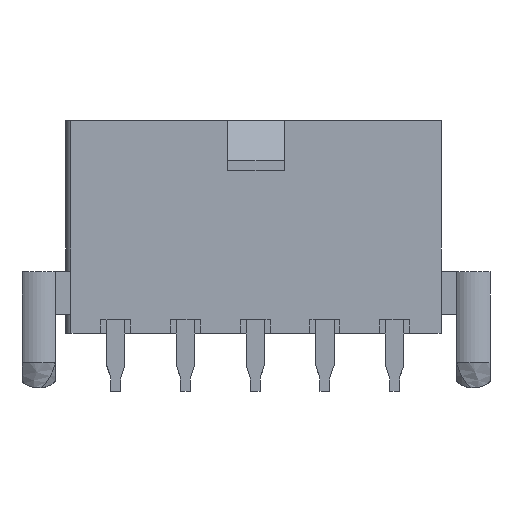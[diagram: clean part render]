
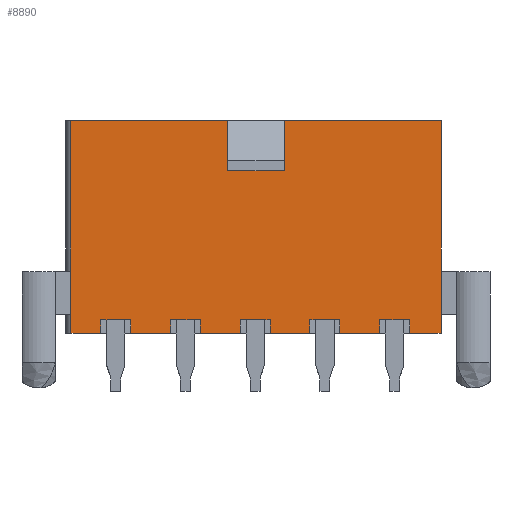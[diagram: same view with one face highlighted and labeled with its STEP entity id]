
A CAD part, front view. The second image highlights one B-rep face of the part: STEP entity #8890.
In plain terms, the highlighted planar face has unit normal (0, -1, 0).
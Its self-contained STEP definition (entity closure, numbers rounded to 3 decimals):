
#788=ORIENTED_EDGE('',*,*,#3201,.F.);
#789=ORIENTED_EDGE('',*,*,#3395,.T.);
#790=ORIENTED_EDGE('',*,*,#3380,.T.);
#791=ORIENTED_EDGE('',*,*,#3396,.T.);
#792=ORIENTED_EDGE('',*,*,#3194,.F.);
#793=ORIENTED_EDGE('',*,*,#3076,.T.);
#794=ORIENTED_EDGE('',*,*,#3287,.T.);
#795=ORIENTED_EDGE('',*,*,#3397,.F.);
#796=ORIENTED_EDGE('',*,*,#3398,.F.);
#797=ORIENTED_EDGE('',*,*,#3399,.T.);
#798=ORIENTED_EDGE('',*,*,#3285,.T.);
#799=ORIENTED_EDGE('',*,*,#3124,.F.);
#800=ORIENTED_EDGE('',*,*,#3156,.F.);
#801=ORIENTED_EDGE('',*,*,#3400,.T.);
#802=ORIENTED_EDGE('',*,*,#3401,.T.);
#803=ORIENTED_EDGE('',*,*,#3402,.T.);
#804=ORIENTED_EDGE('',*,*,#3225,.F.);
#805=ORIENTED_EDGE('',*,*,#3403,.T.);
#806=ORIENTED_EDGE('',*,*,#3404,.T.);
#807=ORIENTED_EDGE('',*,*,#3405,.T.);
#808=ORIENTED_EDGE('',*,*,#3217,.F.);
#809=ORIENTED_EDGE('',*,*,#3406,.T.);
#810=ORIENTED_EDGE('',*,*,#3407,.T.);
#811=ORIENTED_EDGE('',*,*,#3408,.T.);
#812=ORIENTED_EDGE('',*,*,#3209,.F.);
#813=ORIENTED_EDGE('',*,*,#3409,.T.);
#814=ORIENTED_EDGE('',*,*,#3410,.T.);
#815=ORIENTED_EDGE('',*,*,#3411,.T.);
#3076=EDGE_CURVE('',#4396,#4397,#5245,.T.);
#3124=EDGE_CURVE('',#4440,#4441,#5280,.T.);
#3156=EDGE_CURVE('',#4472,#4440,#5312,.T.);
#3194=EDGE_CURVE('',#4396,#4505,#5349,.T.);
#3201=EDGE_CURVE('',#4510,#4511,#5356,.T.);
#3209=EDGE_CURVE('',#4518,#4519,#5364,.T.);
#3217=EDGE_CURVE('',#4526,#4527,#5372,.T.);
#3225=EDGE_CURVE('',#4534,#4535,#5380,.T.);
#3285=EDGE_CURVE('',#4581,#4441,#5440,.T.);
#3287=EDGE_CURVE('',#4397,#4582,#5442,.T.);
#3380=EDGE_CURVE('',#4662,#4661,#5534,.T.);
#3395=EDGE_CURVE('',#4510,#4662,#5549,.T.);
#3396=EDGE_CURVE('',#4661,#4505,#5550,.T.);
#3397=EDGE_CURVE('',#4676,#4582,#5551,.T.);
#3398=EDGE_CURVE('',#4677,#4676,#5552,.T.);
#3399=EDGE_CURVE('',#4677,#4581,#5553,.T.);
#3400=EDGE_CURVE('',#4472,#4678,#5554,.T.);
#3401=EDGE_CURVE('',#4678,#4679,#5555,.T.);
#3402=EDGE_CURVE('',#4679,#4535,#5556,.T.);
#3403=EDGE_CURVE('',#4534,#4680,#5557,.T.);
#3404=EDGE_CURVE('',#4680,#4681,#5558,.T.);
#3405=EDGE_CURVE('',#4681,#4527,#5559,.T.);
#3406=EDGE_CURVE('',#4526,#4682,#5560,.T.);
#3407=EDGE_CURVE('',#4682,#4683,#5561,.T.);
#3408=EDGE_CURVE('',#4683,#4519,#5562,.T.);
#3409=EDGE_CURVE('',#4518,#4684,#5563,.T.);
#3410=EDGE_CURVE('',#4684,#4685,#5564,.T.);
#3411=EDGE_CURVE('',#4685,#4511,#5565,.T.);
#4396=VERTEX_POINT('',#12537);
#4397=VERTEX_POINT('',#12538);
#4440=VERTEX_POINT('',#12634);
#4441=VERTEX_POINT('',#12636);
#4472=VERTEX_POINT('',#12703);
#4505=VERTEX_POINT('',#12774);
#4510=VERTEX_POINT('',#12785);
#4511=VERTEX_POINT('',#12787);
#4518=VERTEX_POINT('',#12801);
#4519=VERTEX_POINT('',#12803);
#4526=VERTEX_POINT('',#12817);
#4527=VERTEX_POINT('',#12819);
#4534=VERTEX_POINT('',#12833);
#4535=VERTEX_POINT('',#12835);
#4581=VERTEX_POINT('',#12945);
#4582=VERTEX_POINT('',#12947);
#4661=VERTEX_POINT('',#13129);
#4662=VERTEX_POINT('',#13131);
#4676=VERTEX_POINT('',#13164);
#4677=VERTEX_POINT('',#13166);
#4678=VERTEX_POINT('',#13169);
#4679=VERTEX_POINT('',#13171);
#4680=VERTEX_POINT('',#13174);
#4681=VERTEX_POINT('',#13176);
#4682=VERTEX_POINT('',#13179);
#4683=VERTEX_POINT('',#13181);
#4684=VERTEX_POINT('',#13184);
#4685=VERTEX_POINT('',#13186);
#5245=LINE('',#12536,#6451);
#5280=LINE('',#12635,#6486);
#5312=LINE('',#12702,#6518);
#5349=LINE('',#12773,#6555);
#5356=LINE('',#12786,#6562);
#5364=LINE('',#12802,#6570);
#5372=LINE('',#12818,#6578);
#5380=LINE('',#12834,#6586);
#5440=LINE('',#12944,#6646);
#5442=LINE('',#12948,#6648);
#5534=LINE('',#13130,#6740);
#5549=LINE('',#13161,#6755);
#5550=LINE('',#13162,#6756);
#5551=LINE('',#13163,#6757);
#5552=LINE('',#13165,#6758);
#5553=LINE('',#13167,#6759);
#5554=LINE('',#13168,#6760);
#5555=LINE('',#13170,#6761);
#5556=LINE('',#13172,#6762);
#5557=LINE('',#13173,#6763);
#5558=LINE('',#13175,#6764);
#5559=LINE('',#13177,#6765);
#5560=LINE('',#13178,#6766);
#5561=LINE('',#13180,#6767);
#5562=LINE('',#13182,#6768);
#5563=LINE('',#13183,#6769);
#5564=LINE('',#13185,#6770);
#5565=LINE('',#13187,#6771);
#6451=VECTOR('',#10099,1000.);
#6486=VECTOR('',#10172,1000.);
#6518=VECTOR('',#10212,1000.);
#6555=VECTOR('',#10251,1000.);
#6562=VECTOR('',#10258,1000.);
#6570=VECTOR('',#10266,1000.);
#6578=VECTOR('',#10274,1000.);
#6586=VECTOR('',#10282,1000.);
#6646=VECTOR('',#10350,1000.);
#6648=VECTOR('',#10352,1000.);
#6740=VECTOR('',#10466,1000.);
#6755=VECTOR('',#10485,1000.);
#6756=VECTOR('',#10486,1000.);
#6757=VECTOR('',#10487,1000.);
#6758=VECTOR('',#10488,1000.);
#6759=VECTOR('',#10489,1000.);
#6760=VECTOR('',#10490,1000.);
#6761=VECTOR('',#10491,1000.);
#6762=VECTOR('',#10492,1000.);
#6763=VECTOR('',#10493,1000.);
#6764=VECTOR('',#10494,1000.);
#6765=VECTOR('',#10495,1000.);
#6766=VECTOR('',#10496,1000.);
#6767=VECTOR('',#10497,1000.);
#6768=VECTOR('',#10498,1000.);
#6769=VECTOR('',#10499,1000.);
#6770=VECTOR('',#10500,1000.);
#6771=VECTOR('',#10501,1000.);
#7566=EDGE_LOOP('',(#788,#789,#790,#791,#792,#793,#794,#795,#796,#797,#798,
#799,#800,#801,#802,#803,#804,#805,#806,#807,#808,#809,#810,#811,#812,#813,
#814,#815));
#8038=FACE_BOUND('',#7566,.T.);
#8496=PLANE('',#9394);
#8890=ADVANCED_FACE('',(#8038),#8496,.T.);
#9394=AXIS2_PLACEMENT_3D('',#13160,#10483,#10484);
#10099=DIRECTION('',(0.,0.,1.));
#10172=DIRECTION('',(0.,0.,1.));
#10212=DIRECTION('',(-1.,0.,0.));
#10251=DIRECTION('',(-1.,0.,0.));
#10258=DIRECTION('',(-1.,0.,0.));
#10266=DIRECTION('',(-1.,0.,0.));
#10274=DIRECTION('',(-1.,0.,0.));
#10282=DIRECTION('',(-1.,0.,0.));
#10350=DIRECTION('',(-1.,0.,0.));
#10352=DIRECTION('',(-1.,0.,0.));
#10466=DIRECTION('',(1.,0.,0.));
#10483=DIRECTION('',(0.,-1.,0.));
#10484=DIRECTION('',(0.,0.,-1.));
#10485=DIRECTION('',(0.,0.,1.));
#10486=DIRECTION('',(0.,0.,-1.));
#10487=DIRECTION('',(0.,0.,1.));
#10488=DIRECTION('',(1.,0.,0.));
#10489=DIRECTION('',(0.,0.,1.));
#10490=DIRECTION('',(0.,0.,1.));
#10491=DIRECTION('',(1.,0.,0.));
#10492=DIRECTION('',(0.,0.,-1.));
#10493=DIRECTION('',(0.,0.,1.));
#10494=DIRECTION('',(1.,0.,0.));
#10495=DIRECTION('',(0.,0.,-1.));
#10496=DIRECTION('',(0.,0.,1.));
#10497=DIRECTION('',(1.,0.,0.));
#10498=DIRECTION('',(0.,0.,-1.));
#10499=DIRECTION('',(0.,0.,1.));
#10500=DIRECTION('',(1.,0.,0.));
#10501=DIRECTION('',(0.,0.,-1.));
#12536=CARTESIAN_POINT('',(11.15,-4.8,-6.4));
#12537=CARTESIAN_POINT('',(11.15,-4.8,-6.4));
#12538=CARTESIAN_POINT('',(11.15,-4.8,6.4));
#12634=CARTESIAN_POINT('',(-11.15,-4.8,-6.4));
#12635=CARTESIAN_POINT('',(-11.15,-4.8,-6.4));
#12636=CARTESIAN_POINT('',(-11.15,-4.8,6.4));
#12702=CARTESIAN_POINT('',(11.15,-4.8,-6.4));
#12703=CARTESIAN_POINT('',(-9.35,-4.8,-6.4));
#12773=CARTESIAN_POINT('',(11.15,-4.8,-6.4));
#12774=CARTESIAN_POINT('',(9.25,-4.8,-6.4));
#12785=CARTESIAN_POINT('',(7.45,-4.8,-6.4));
#12786=CARTESIAN_POINT('',(11.15,-4.8,-6.4));
#12787=CARTESIAN_POINT('',(5.05,-4.8,-6.4));
#12801=CARTESIAN_POINT('',(3.25,-4.8,-6.4));
#12802=CARTESIAN_POINT('',(11.15,-4.8,-6.4));
#12803=CARTESIAN_POINT('',(0.85,-4.8,-6.4));
#12817=CARTESIAN_POINT('',(-0.95,-4.8,-6.4));
#12818=CARTESIAN_POINT('',(11.15,-4.8,-6.4));
#12819=CARTESIAN_POINT('',(-3.35,-4.8,-6.4));
#12833=CARTESIAN_POINT('',(-5.15,-4.8,-6.4));
#12834=CARTESIAN_POINT('',(11.15,-4.8,-6.4));
#12835=CARTESIAN_POINT('',(-7.55,-4.8,-6.4));
#12944=CARTESIAN_POINT('',(11.15,-4.8,6.4));
#12945=CARTESIAN_POINT('',(-1.7,-4.8,6.4));
#12947=CARTESIAN_POINT('',(1.7,-4.8,6.4));
#12948=CARTESIAN_POINT('',(11.15,-4.8,6.4));
#13129=CARTESIAN_POINT('',(9.25,-4.8,-5.6));
#13130=CARTESIAN_POINT('',(11.15,-4.8,-5.6));
#13131=CARTESIAN_POINT('',(7.45,-4.8,-5.6));
#13160=CARTESIAN_POINT('',(11.15,-4.8,-6.4));
#13161=CARTESIAN_POINT('',(7.45,-4.8,-6.4));
#13162=CARTESIAN_POINT('',(9.25,-4.8,-6.4));
#13163=CARTESIAN_POINT('',(1.7,-4.8,3.4));
#13164=CARTESIAN_POINT('',(1.7,-4.8,3.4));
#13165=CARTESIAN_POINT('',(-1.7,-4.8,3.4));
#13166=CARTESIAN_POINT('',(-1.7,-4.8,3.4));
#13167=CARTESIAN_POINT('',(-1.7,-4.8,3.4));
#13168=CARTESIAN_POINT('',(-9.35,-4.8,-6.4));
#13169=CARTESIAN_POINT('',(-9.35,-4.8,-5.6));
#13170=CARTESIAN_POINT('',(11.15,-4.8,-5.6));
#13171=CARTESIAN_POINT('',(-7.55,-4.8,-5.6));
#13172=CARTESIAN_POINT('',(-7.55,-4.8,-6.4));
#13173=CARTESIAN_POINT('',(-5.15,-4.8,-6.4));
#13174=CARTESIAN_POINT('',(-5.15,-4.8,-5.6));
#13175=CARTESIAN_POINT('',(11.15,-4.8,-5.6));
#13176=CARTESIAN_POINT('',(-3.35,-4.8,-5.6));
#13177=CARTESIAN_POINT('',(-3.35,-4.8,-6.4));
#13178=CARTESIAN_POINT('',(-0.95,-4.8,-6.4));
#13179=CARTESIAN_POINT('',(-0.95,-4.8,-5.6));
#13180=CARTESIAN_POINT('',(11.15,-4.8,-5.6));
#13181=CARTESIAN_POINT('',(0.85,-4.8,-5.6));
#13182=CARTESIAN_POINT('',(0.85,-4.8,-6.4));
#13183=CARTESIAN_POINT('',(3.25,-4.8,-6.4));
#13184=CARTESIAN_POINT('',(3.25,-4.8,-5.6));
#13185=CARTESIAN_POINT('',(11.15,-4.8,-5.6));
#13186=CARTESIAN_POINT('',(5.05,-4.8,-5.6));
#13187=CARTESIAN_POINT('',(5.05,-4.8,-6.4));
